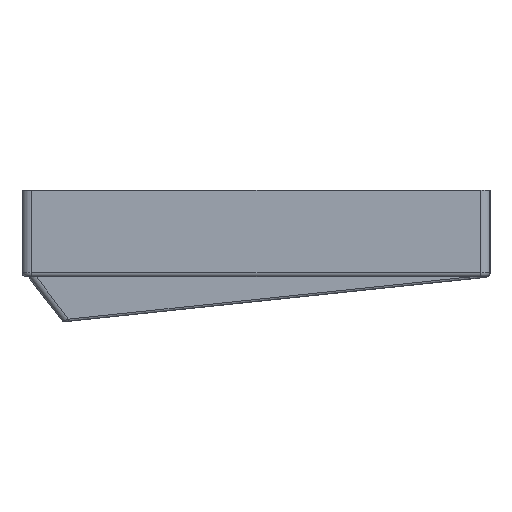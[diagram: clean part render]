
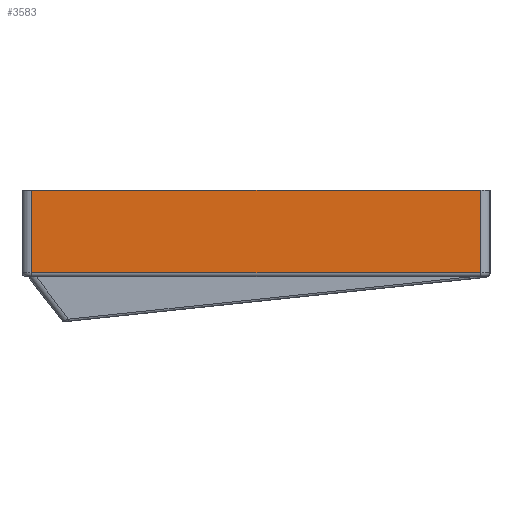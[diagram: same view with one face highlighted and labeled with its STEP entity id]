
A CAD part, left-side view. The second image highlights one B-rep face of the part: STEP entity #3583.
In plain terms, the highlighted planar face has unit normal (-1, 0, 0).
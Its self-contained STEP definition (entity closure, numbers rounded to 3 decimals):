
#562=FACE_OUTER_BOUND('',#788,.T.);
#788=EDGE_LOOP('',(#3204,#3205,#3206,#3207));
#864=LINE('',#5285,#1166);
#1104=LINE('',#6229,#1406);
#1105=LINE('',#6232,#1407);
#1106=LINE('',#6233,#1408);
#1166=VECTOR('',#4141,10.);
#1406=VECTOR('',#5047,10.);
#1407=VECTOR('',#5050,10.);
#1408=VECTOR('',#5051,10.);
#1472=VERTEX_POINT('',#5282);
#1473=VERTEX_POINT('',#5284);
#1736=VERTEX_POINT('',#6227);
#1737=VERTEX_POINT('',#6231);
#1814=EDGE_CURVE('',#1472,#1473,#864,.F.);
#2232=EDGE_CURVE('',#1736,#1472,#1104,.T.);
#2233=EDGE_CURVE('',#1737,#1736,#1105,.T.);
#2234=EDGE_CURVE('',#1473,#1737,#1106,.T.);
#3204=ORIENTED_EDGE('',*,*,#1814,.F.);
#3205=ORIENTED_EDGE('',*,*,#2232,.F.);
#3206=ORIENTED_EDGE('',*,*,#2233,.F.);
#3207=ORIENTED_EDGE('',*,*,#2234,.F.);
#3399=PLANE('',#3987);
#3583=ADVANCED_FACE('',(#562),#3399,.T.);
#3987=AXIS2_PLACEMENT_3D('',#6230,#5048,#5049);
#4141=DIRECTION('',(0.,1.,0.));
#5047=DIRECTION('',(0.,0.,1.));
#5048=DIRECTION('center_axis',(-1.,0.,0.));
#5049=DIRECTION('ref_axis',(0.,0.,1.));
#5050=DIRECTION('',(0.,1.,0.));
#5051=DIRECTION('',(0.,0.,-1.));
#5282=CARTESIAN_POINT('',(-147.85,52.85,31.262));
#5284=CARTESIAN_POINT('',(-147.85,-52.85,31.262));
#5285=CARTESIAN_POINT('',(-147.85,-25.8,31.262));
#6227=CARTESIAN_POINT('',(-147.85,52.85,11.847));
#6229=CARTESIAN_POINT('',(-147.85,52.85,7.511));
#6230=CARTESIAN_POINT('Origin',(-147.85,0.,-0.002));
#6231=CARTESIAN_POINT('',(-147.85,-52.85,11.847));
#6232=CARTESIAN_POINT('',(-147.85,-130.952,11.847));
#6233=CARTESIAN_POINT('',(-147.85,-52.85,10.406));
